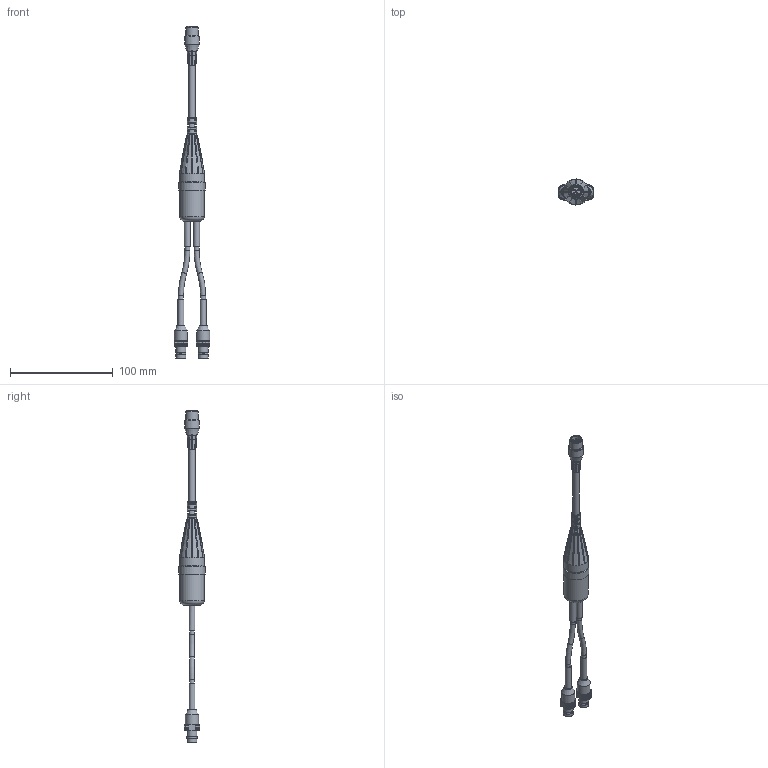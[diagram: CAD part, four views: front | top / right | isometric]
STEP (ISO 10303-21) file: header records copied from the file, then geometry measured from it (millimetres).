
FILE_DESCRIPTION(/* description */ (''),/* implementation_level */ '2;1');
FILE_NAME(/* name */ 'CMX2152.stp',/* time_stamp */ '2017-05-08T11:37:31-04:00',/* author */ ('aneininger'),/* organization */ (''),/* preprocessor_version */ 'ST-DEVELOPER v16.5',/* originating_system */ 'Autodesk Inventor 2017',/* authorisation */ '');
FILE_SCHEMA (('AUTOMOTIVE_DESIGN { 1 0 10303 214 3 1 1 }'));
Length unit declared in the file: inch
Products named in the file (1): CMX2152
Bounding box: 35.05 x 25.4 x 323.41 mm (x, y, z)
Volume: 46486.8 mm3; surface area: 18810.7 mm2
Topology: 2 solids, 2 shells, 799 faces, 2117 edges, 1374 vertices
Faces by surface type: plane 527, cylinder 204, bspline 24, cone 21, torus 18, sphere 5
Full cylindrical faces by diameter (mm): 0.991 x5, 1.27 x7, 1.397 x4, 1.524 x1, 1.676 x1, 1.829 x2, 2.032 x4, 2.095 x2, 3.614 x2, 4.826 x4, 5.842 x4, 6.35 x1, 7.797 x2, 8.382 x1, 8.433 x1, 8.89 x1, 9.525 x1, 9.652 x4, 9.779 x1, 9.906 x1, 10.414 x1, 10.922 x1, 11.836 x1, 12.7 x2, 13.716 x1, 14.58 x1, 23.876 x1, 24.13 x1, 25.4 x1
Entity records: 25868 total; most frequent: CARTESIAN_POINT 5452, DIRECTION 4068, ORIENTED_EDGE 3992, EDGE_CURVE 1996, AXIS2_PLACEMENT_3D 1422, VERTEX_POINT 1346, LINE 1224, VECTOR 1224
